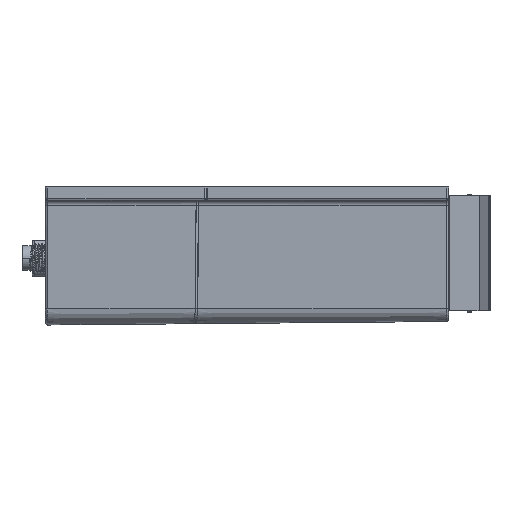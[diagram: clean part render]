
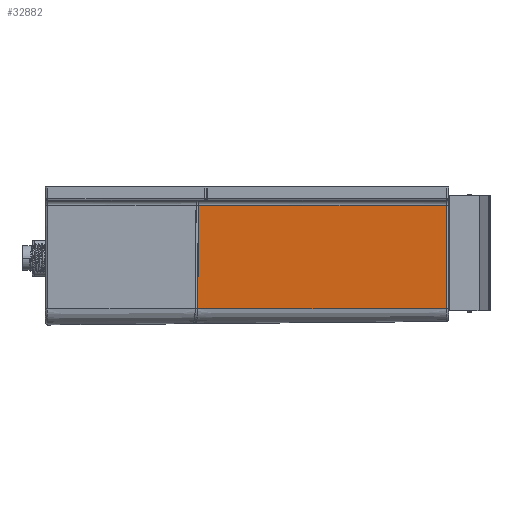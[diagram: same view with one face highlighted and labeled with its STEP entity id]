
A CAD part, front view. The second image highlights one B-rep face of the part: STEP entity #32882.
In plain terms, the highlighted planar face has unit normal (0.009, -0.999, -0.052).
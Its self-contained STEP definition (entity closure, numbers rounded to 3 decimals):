
#2197 = FACE_OUTER_BOUND ( 'NONE', #9023, .T. ) ;
#3001 = ORIENTED_EDGE ( 'NONE', *, *, #19240, .T. ) ;
#3324 = LINE ( 'NONE', #98242, #46066 ) ;
#6144 = CARTESIAN_POINT ( 'NONE',  ( 28.09, -2.924, -4.742 ) ) ;
#6663 = LINE ( 'NONE', #36903, #34196 ) ;
#9023 = EDGE_LOOP ( 'NONE', ( #19524, #62862, #118288, #3001 ) ) ;
#11061 = EDGE_CURVE ( 'NONE', #35578, #124761, #26351, .T. ) ;
#19240 = EDGE_CURVE ( 'NONE', #35578, #114155, #3324, .T. ) ;
#19524 = ORIENTED_EDGE ( 'NONE', *, *, #124140, .T. ) ;
#21891 = CARTESIAN_POINT ( 'NONE',  ( 82.6, -3.853, 22.075 ) ) ;
#26351 = LINE ( 'NONE', #27522, #120820 ) ;
#26952 = CARTESIAN_POINT ( 'NONE',  ( 82.104, -2.453, -4.717 ) ) ;
#27522 = CARTESIAN_POINT ( 'NONE',  ( 82.104, -3.655, 18.208 ) ) ;
#30408 = CARTESIAN_POINT ( 'NONE',  ( 82.104, -3.63, 17.732 ) ) ;
#32882 = ADVANCED_FACE ( 'NONE', ( #2197 ), #70417, .T. ) ;
#34196 = VECTOR ( 'NONE', #35628, 1000. ) ;
#35578 = VERTEX_POINT ( 'NONE', #30408 ) ;
#35628 = DIRECTION ( 'NONE',  ( -0.008, 0.052, -0.999 ) ) ;
#36903 = CARTESIAN_POINT ( 'NONE',  ( 28.276, -4.1, 17.732 ) ) ;
#46066 = VECTOR ( 'NONE', #107191, 1000. ) ;
#48318 = DIRECTION ( 'NONE',  ( -1., -0.009, 0. ) ) ;
#62862 = ORIENTED_EDGE ( 'NONE', *, *, #96842, .F. ) ;
#70255 = VECTOR ( 'NONE', #48318, 1000. ) ;
#70417 = PLANE ( 'NONE',  #70820 ) ;
#70820 = AXIS2_PLACEMENT_3D ( 'NONE', #21891, #80640, #72526 ) ;
#72526 = DIRECTION ( 'NONE',  ( 0., 0.052, -0.999 ) ) ;
#73333 = LINE ( 'NONE', #86552, #70255 ) ;
#80640 = DIRECTION ( 'NONE',  ( 0.009, -0.999, -0.052 ) ) ;
#86552 = CARTESIAN_POINT ( 'NONE',  ( -499000., -4351.908, -232.662 ) ) ;
#96842 = EDGE_CURVE ( 'NONE', #124761, #106747, #73333, .T. ) ;
#98242 = CARTESIAN_POINT ( 'NONE',  ( 82.104, -3.63, 17.732 ) ) ;
#101205 = CARTESIAN_POINT ( 'NONE',  ( 28.276, -4.1, 17.732 ) ) ;
#106747 = VERTEX_POINT ( 'NONE', #6144 ) ;
#107191 = DIRECTION ( 'NONE',  ( -1., -0.009, 0. ) ) ;
#114155 = VERTEX_POINT ( 'NONE', #101205 ) ;
#118288 = ORIENTED_EDGE ( 'NONE', *, *, #11061, .F. ) ;
#120820 = VECTOR ( 'NONE', #125061, 1000. ) ;
#124140 = EDGE_CURVE ( 'NONE', #114155, #106747, #6663, .T. ) ;
#124761 = VERTEX_POINT ( 'NONE', #26952 ) ;
#125061 = DIRECTION ( 'NONE',  ( 0., 0.052, -0.999 ) ) ;
